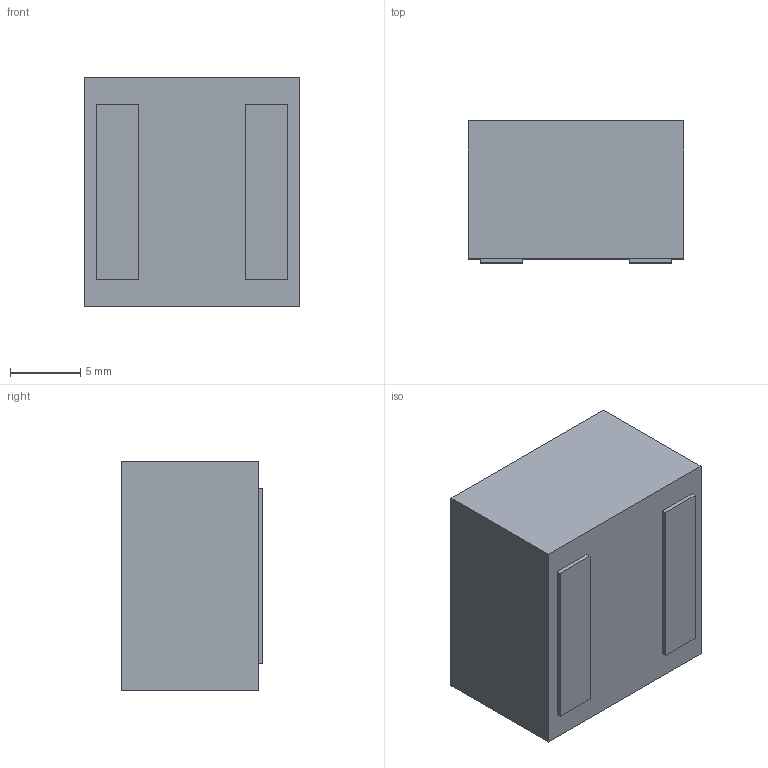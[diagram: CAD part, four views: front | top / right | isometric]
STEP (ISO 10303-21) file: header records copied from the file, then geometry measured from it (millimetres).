
FILE_DESCRIPTION (( 'STEP AP214' ), '1' );
FILE_NAME ('Coilcraft-XAL1510-153.STEP', '2016-11-10T14:45:32', ( 'Windows User' ), ( '' ), 'SwSTEP 2.0', 'SolidWorks 2016', '' );
FILE_SCHEMA (( 'AUTOMOTIVE_DESIGN' ));
Length unit declared in the file: millimetre
Products named in the file (1): Coilcraft-XAL1510-153
Bounding box: 15.4 x 10.13 x 16.4 mm (x, y, z)
Volume: 2505.1 mm3; surface area: 1149 mm2
Topology: 1 solids, 1 shells, 75 faces, 176 edges, 110 vertices
Faces by surface type: plane 43, bspline 32
Entity records: 3554 total; most frequent: CARTESIAN_POINT 1856, ORIENTED_EDGE 352, DIRECTION 200, EDGE_CURVE 176, VECTOR 112, LINE 112, VERTEX_POINT 110, EDGE_LOOP 82
